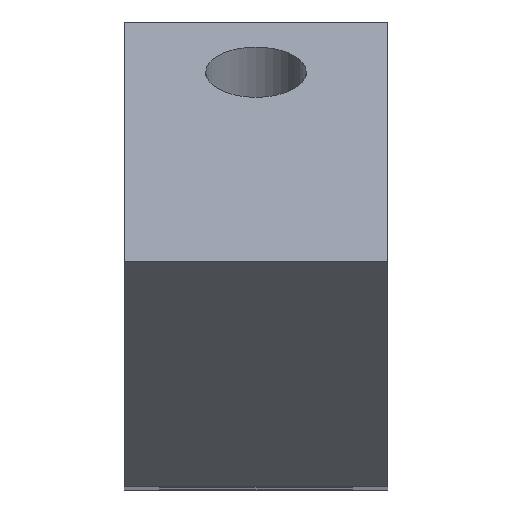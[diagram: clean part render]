
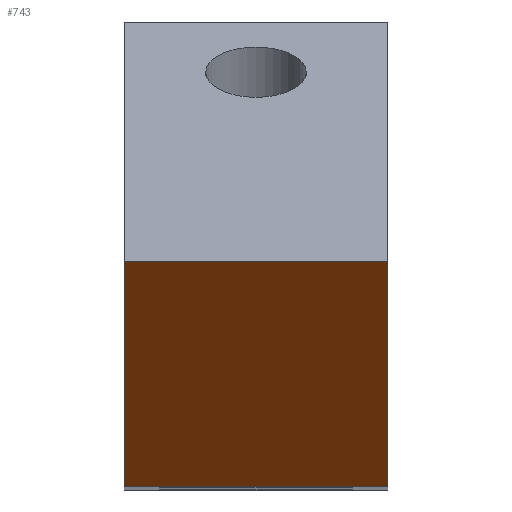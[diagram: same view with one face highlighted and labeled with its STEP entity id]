
A CAD part, top view. The second image highlights one B-rep face of the part: STEP entity #743.
In plain terms, the highlighted planar face has unit normal (0, -0.866, 0.5).
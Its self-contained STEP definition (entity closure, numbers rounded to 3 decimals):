
#49=FACE_OUTER_BOUND('',#90,.T.);
#90=EDGE_LOOP('',(#523,#524,#525,#526));
#149=LINE('',#1093,#242);
#150=LINE('',#1095,#243);
#151=LINE('',#1097,#244);
#152=LINE('',#1098,#245);
#242=VECTOR('',#889,10.);
#243=VECTOR('',#890,10.);
#244=VECTOR('',#891,10.);
#245=VECTOR('',#892,10.);
#330=VERTEX_POINT('',#1091);
#331=VERTEX_POINT('',#1092);
#332=VERTEX_POINT('',#1094);
#333=VERTEX_POINT('',#1096);
#406=EDGE_CURVE('',#330,#331,#149,.T.);
#407=EDGE_CURVE('',#332,#331,#150,.T.);
#408=EDGE_CURVE('',#333,#332,#151,.T.);
#409=EDGE_CURVE('',#333,#330,#152,.T.);
#523=ORIENTED_EDGE('',*,*,#406,.T.);
#524=ORIENTED_EDGE('',*,*,#407,.F.);
#525=ORIENTED_EDGE('',*,*,#408,.F.);
#526=ORIENTED_EDGE('',*,*,#409,.T.);
#709=PLANE('',#807);
#743=ADVANCED_FACE('',(#49),#709,.T.);
#807=AXIS2_PLACEMENT_3D('',#1090,#887,#888);
#887=DIRECTION('center_axis',(0.,-0.866,0.5));
#888=DIRECTION('ref_axis',(0.,0.5,0.866));
#889=DIRECTION('',(0.,-0.5,-0.866));
#890=DIRECTION('',(-1.,0.,0.));
#891=DIRECTION('',(0.,-0.5,-0.866));
#892=DIRECTION('',(-1.,0.,0.));
#1090=CARTESIAN_POINT('Origin',(15.901,-10.,94.597));
#1091=CARTESIAN_POINT('',(-18.099,19.,144.826));
#1092=CARTESIAN_POINT('',(-18.099,-10.,94.597));
#1093=CARTESIAN_POINT('',(-18.099,-1.844,108.724));
#1094=CARTESIAN_POINT('',(15.901,-10.,94.597));
#1095=CARTESIAN_POINT('',(-9.599,-10.,94.597));
#1096=CARTESIAN_POINT('',(15.901,19.,144.826));
#1097=CARTESIAN_POINT('',(15.901,19.,144.826));
#1098=CARTESIAN_POINT('',(15.901,19.,144.826));
